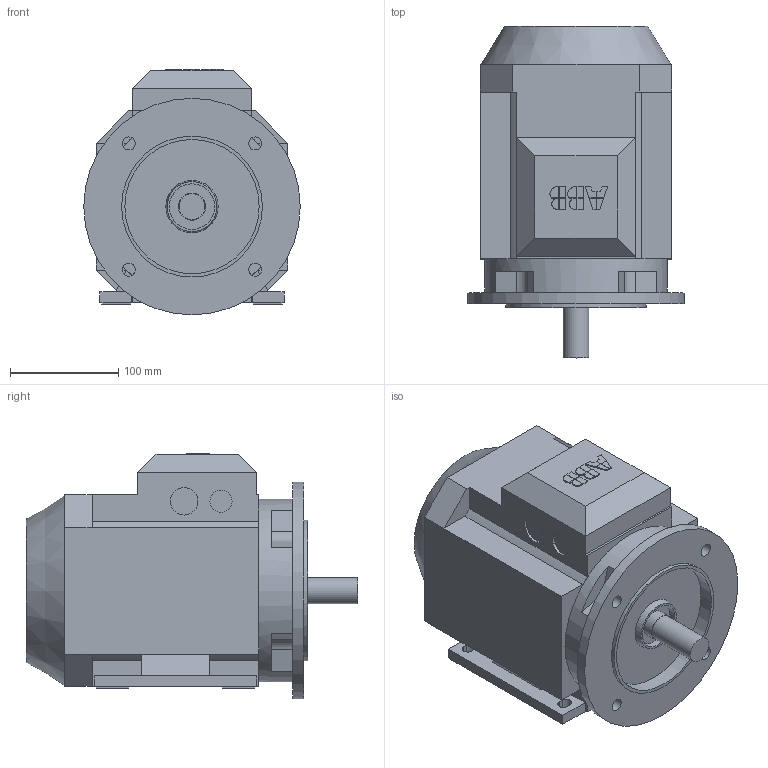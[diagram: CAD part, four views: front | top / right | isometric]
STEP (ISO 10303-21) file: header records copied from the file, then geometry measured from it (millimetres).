
FILE_DESCRIPTION(/* description */ (''),/* implementation_level */ '2;1');
FILE_NAME(/* name */ 'M3AA IE2 90L B35.stp',/* time_stamp */ '2015-06-29T11:17:27+02:00',/* author */ (''),/* organization */ (''),/* preprocessor_version */ 'ST-DEVELOPER v14',/* originating_system */ 'SIEMENS PLM Software NX 8.0',/* authorisation */ '');
FILE_SCHEMA (('AUTOMOTIVE_DESIGN { 1 0 10303 214 3 1 1 1 }'));
Length unit declared in the file: millimetre
Products named in the file (1): M3AA IE2 90L B35_igs
Bounding box: 200 x 306.5 x 227 mm (x, y, z)
Volume: 7028150.6 mm3; surface area: 288532.3 mm2
Topology: 1 solids, 1 shells, 208 faces, 519 edges, 342 vertices
Faces by surface type: plane 163, cylinder 33, bspline 10, cone 2
Full cylindrical faces by diameter (mm): 12 x4, 20.4 x2, 24 x1, 25 x1, 25.4 x2, 42 x1, 124 x1, 130 x1, 168.5 x1, 200 x1
Entity records: 6200 total; most frequent: CARTESIAN_POINT 1263, ORIENTED_EDGE 994, DIRECTION 952, EDGE_CURVE 497, LINE 400, VECTOR 400, VERTEX_POINT 337, AXIS2_PLACEMENT_3D 276
